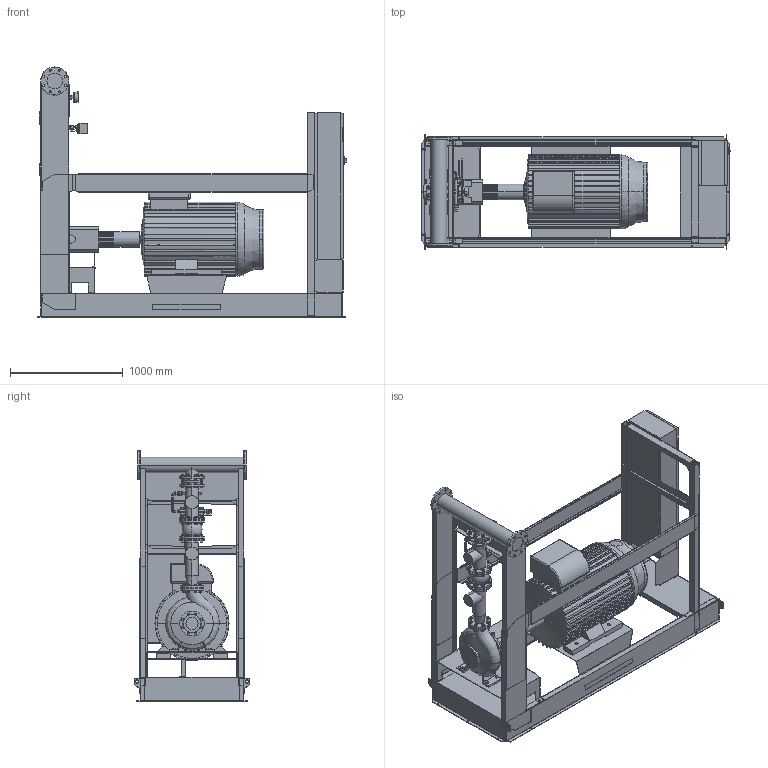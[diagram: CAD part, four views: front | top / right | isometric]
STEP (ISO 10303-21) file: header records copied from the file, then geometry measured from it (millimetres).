
FILE_DESCRIPTION((''),'2;1');
FILE_NAME('3d_Sifire-EN-80_315-311-132E-4183697.stp','2015-05-26T07:21:12',(''),(''),'Mechanical Desktop 2009','Mechanical Desktop 2009',', , ');
FILE_SCHEMA(('CONFIG_CONTROL_DESIGN'));
Length unit declared in the file: millimetre
Products named in the file (1): Product
Bounding box: 2744.5 x 1026 x 2219 mm (x, y, z)
Volume: 602856505.2 mm3; surface area: 30404414.4 mm2
Topology: 146 solids, 146 shells, 3488 faces, 8464 edges, 5336 vertices
Faces by surface type: plane 1289, bspline 1047, cylinder 660, cone 428, torus 56, sphere 8
Entity records: 110679 total; most frequent: CARTESIAN_POINT 34403, ORIENTED_EDGE 16916, DIRECTION 14387, EDGE_CURVE 8458, VERTEX_POINT 5336, AXIS2_PLACEMENT_3D 5019, VECTOR 4349, LINE 4349
